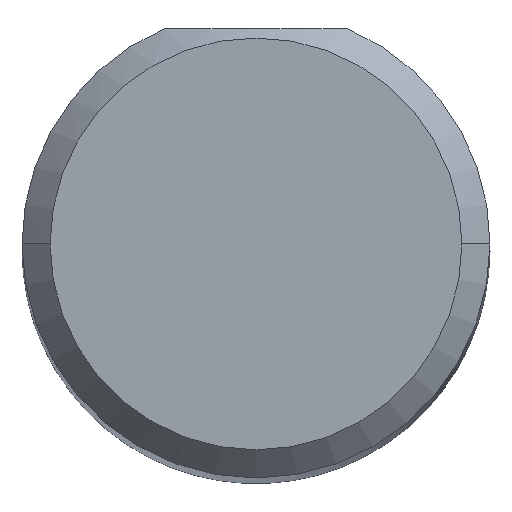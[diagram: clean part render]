
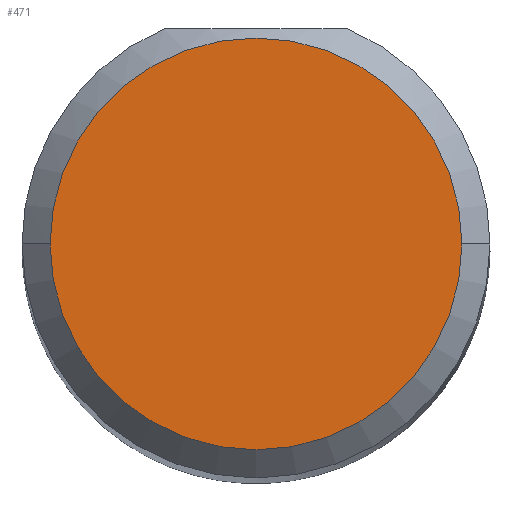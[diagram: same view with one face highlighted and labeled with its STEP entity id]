
A CAD part, top view. The second image highlights one B-rep face of the part: STEP entity #471.
In plain terms, the highlighted planar face has unit normal (0, 0, 1).
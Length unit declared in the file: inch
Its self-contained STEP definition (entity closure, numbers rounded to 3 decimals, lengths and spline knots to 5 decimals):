
#31 = VERTEX_POINT ( 'NONE', #167 ) ;
#35 = DIRECTION ( 'NONE',  ( 0., 0., 1. ) ) ;
#66 = CARTESIAN_POINT ( 'NONE',  ( 0., 0., 2.5 ) ) ;
#93 = CARTESIAN_POINT ( 'NONE',  ( -0.11, 0., 2.5 ) ) ;
#96 = AXIS2_PLACEMENT_3D ( 'NONE', #66, #280, #432 ) ;
#115 = FACE_OUTER_BOUND ( 'NONE', #235, .T. ) ;
#119 = CIRCLE ( 'NONE', #578, 0.11 ) ;
#167 = CARTESIAN_POINT ( 'NONE',  ( 0.11, 0., 2.5 ) ) ;
#213 = DIRECTION ( 'NONE',  ( 1., 0., 0. ) ) ;
#225 = EDGE_CURVE ( 'NONE', #31, #382, #459, .T. ) ;
#230 = AXIS2_PLACEMENT_3D ( 'NONE', #451, #514, #213 ) ;
#235 = EDGE_LOOP ( 'NONE', ( #585, #546 ) ) ;
#245 = EDGE_CURVE ( 'NONE', #382, #31, #119, .T. ) ;
#280 = DIRECTION ( 'NONE',  ( 0., 0., 1. ) ) ;
#344 = DIRECTION ( 'NONE',  ( 1., 0., 0. ) ) ;
#352 = CARTESIAN_POINT ( 'NONE',  ( 0., 0., 2.5 ) ) ;
#382 = VERTEX_POINT ( 'NONE', #93 ) ;
#432 = DIRECTION ( 'NONE',  ( 1., 0., 0. ) ) ;
#451 = CARTESIAN_POINT ( 'NONE',  ( 0., 0., 2.5 ) ) ;
#459 = CIRCLE ( 'NONE', #96, 0.11 ) ;
#471 = ADVANCED_FACE ( 'NONE', ( #115 ), #662, .T. ) ;
#514 = DIRECTION ( 'NONE',  ( 0., 0., 1. ) ) ;
#546 = ORIENTED_EDGE ( 'NONE', *, *, #225, .T. ) ;
#578 = AXIS2_PLACEMENT_3D ( 'NONE', #352, #35, #344 ) ;
#585 = ORIENTED_EDGE ( 'NONE', *, *, #245, .T. ) ;
#662 = PLANE ( 'NONE',  #230 ) ;
